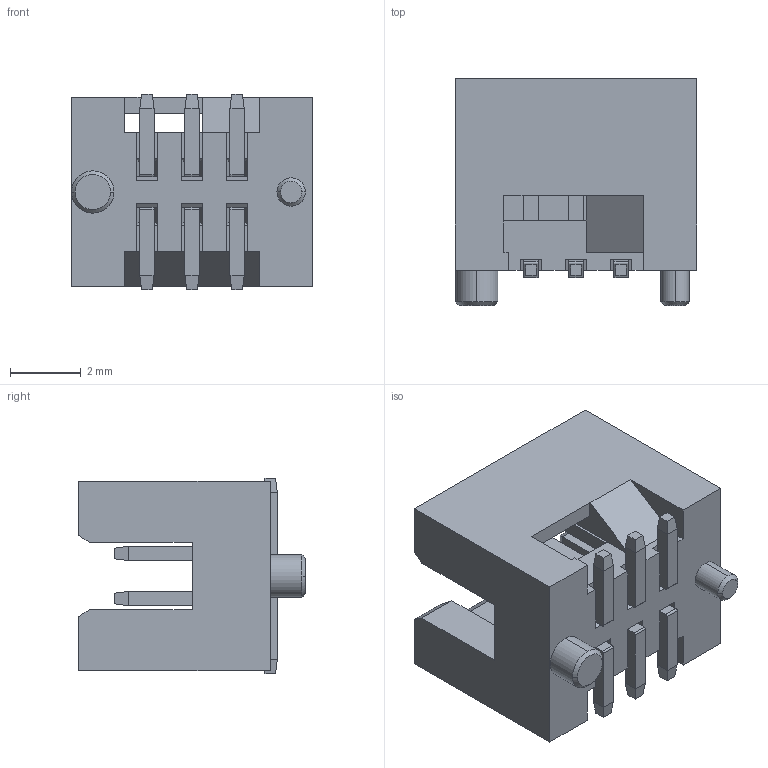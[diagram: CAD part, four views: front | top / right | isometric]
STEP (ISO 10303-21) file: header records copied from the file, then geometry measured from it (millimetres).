
FILE_DESCRIPTION (( 'STEP AP203' ), '1' );
FILE_NAME ('11100, SBH31-NBPB-D03-SP-_ _.STEP', '2015-09-17T05:29:47', ( 'LUANN HERRING' ), ( 'SULLINS' ), 'SwSTEP 2.0', 'SolidWorks 2015', '' );
FILE_SCHEMA (( 'CONFIG_CONTROL_DESIGN' ));
Length unit declared in the file: inch
Products named in the file (2): 11100, SBH31-NBPB-D03-SP-_ _
Bounding box: 6.81 x 6.39 x 5.5 mm (x, y, z)
Volume: 111.3 mm3; surface area: 331.2 mm2
Topology: 5 solids, 5 shells, 229 faces, 566 edges, 345 vertices
Faces by surface type: plane 209, cylinder 16, cone 4
Entity records: 6713 total; most frequent: CARTESIAN_POINT 1142, ORIENTED_EDGE 1132, DIRECTION 1068, EDGE_CURVE 566, LINE 526, VECTOR 526, VERTEX_POINT 345, AXIS2_PLACEMENT_3D 271
